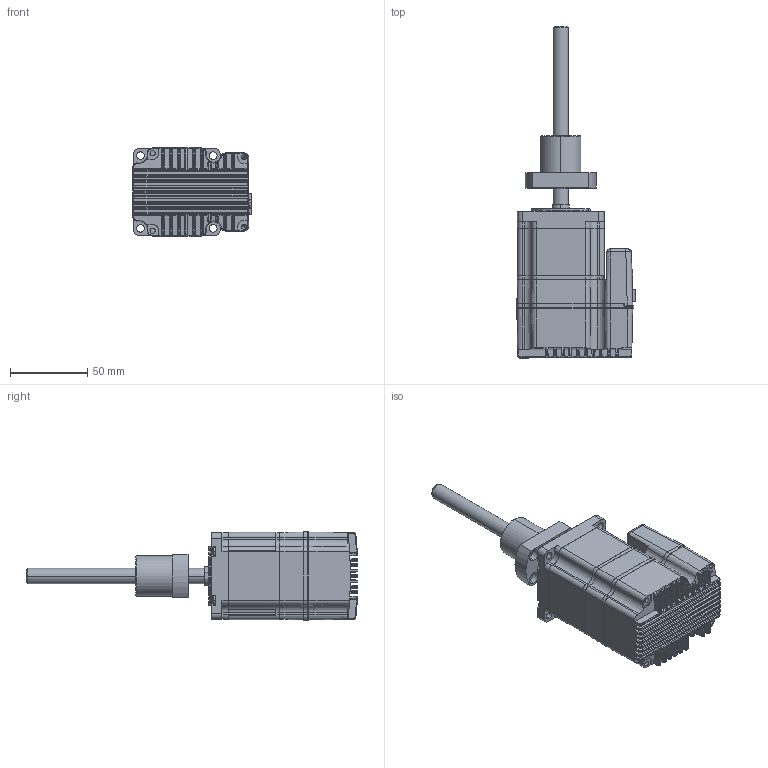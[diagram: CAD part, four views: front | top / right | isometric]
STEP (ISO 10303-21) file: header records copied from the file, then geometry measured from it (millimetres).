
FILE_DESCRIPTION (( 'STEP AP203' ), '1' );
FILE_NAME ('TSM23Q-2RG-B1004-120-AK2-0.STEP', '2019-11-13T06:01:39', ( 'Sky123.Org' ), ( 'Sky123.Org' ), 'SwSTEP 2.0', 'SolidWorks 2014', '' );
FILE_SCHEMA (( 'CONFIG_CONTROL_DESIGN' ));
Length unit declared in the file: millimetre
Products named in the file (1): TSM23Q-2RG-B1004-120-AK2-0
Bounding box: 76.76 x 215.15 x 57.09 mm (x, y, z)
Surface area: 57776.1 mm2 (no closed solid volume)
Topology: 0 solids, 25 shells, 976 faces, 3252 edges, 2280 vertices
Faces by surface type: plane 443, cylinder 302, bspline 173, cone 48, sphere 10
Entity records: 41959 total; most frequent: CARTESIAN_POINT 14966, ORIENTED_EDGE 5567, DIRECTION 5127, EDGE_CURVE 3246, VERTEX_POINT 2276, AXIS2_PLACEMENT_3D 1710, VECTOR 1707, LINE 1707
